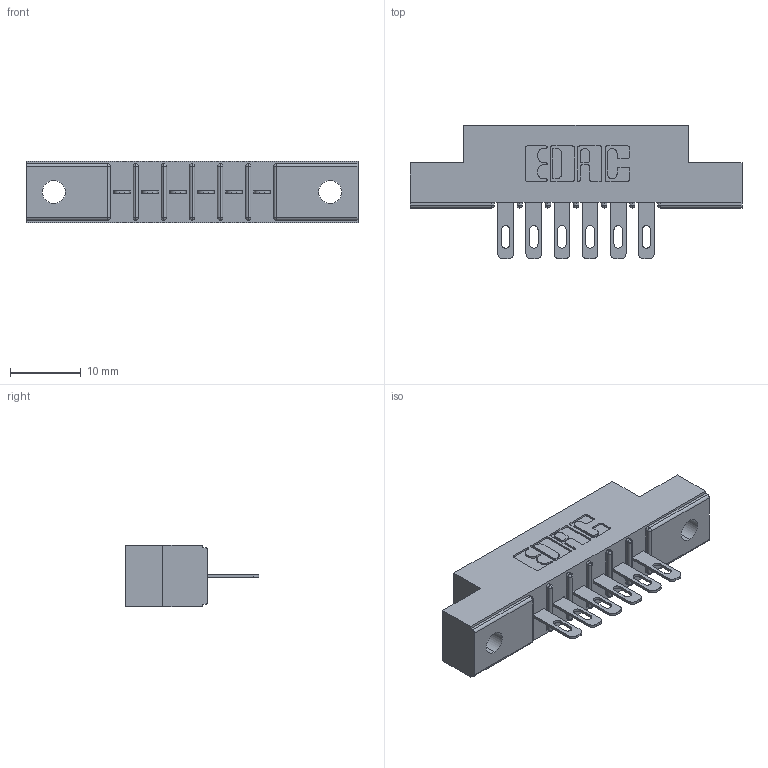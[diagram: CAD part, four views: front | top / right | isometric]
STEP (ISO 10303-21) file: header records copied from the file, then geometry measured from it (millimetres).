
FILE_DESCRIPTION (( 'STEP AP203' ), '1' );
FILE_NAME ('356-006-400-102.STEP', '2020-09-23T08:15:10', ( '' ), ( '' ), 'SwSTEP 2.0', 'SolidWorks 2020', '' );
FILE_SCHEMA (( 'CONFIG_CONTROL_DESIGN' ));
Length unit declared in the file: inch
Products named in the file (3): 356-006-400-102; 306-290-001_100; 306 Part_.128 Dia
Assembly tree (7 placements, depth 2):
  356-006-400-102
    306 Part_.128 Dia
    306-290-001_100  x6
Bounding box: 46.79 x 18.87 x 8.71 mm (x, y, z)
Volume: 3107.9 mm3; surface area: 3934.3 mm2
Topology: 7 solids, 7 shells, 572 faces, 1606 edges, 1036 vertices
Faces by surface type: plane 368, cylinder 180, sphere 24
Entity records: 10425 total; most frequent: CARTESIAN_POINT 1745, DIRECTION 1726, ORIENTED_EDGE 1724, EDGE_CURVE 862, LINE 652, VECTOR 652, VERTEX_POINT 556, AXIS2_PLACEMENT_3D 537
